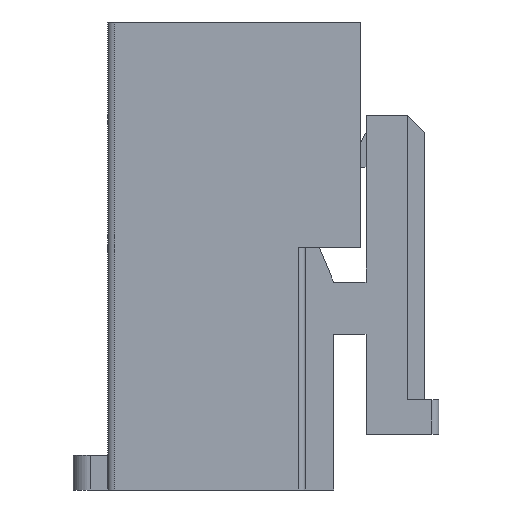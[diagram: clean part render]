
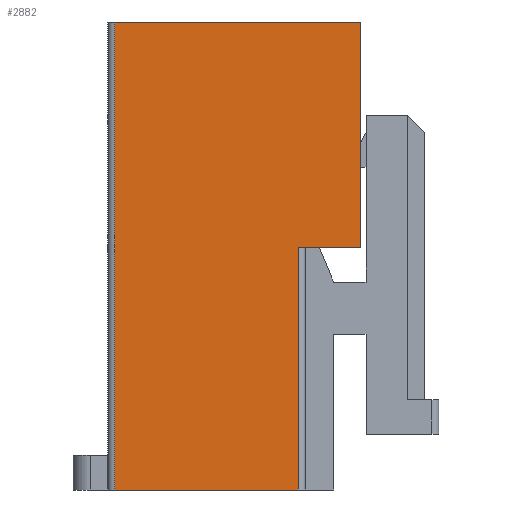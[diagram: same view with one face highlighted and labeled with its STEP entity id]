
A CAD part, left-side view. The second image highlights one B-rep face of the part: STEP entity #2882.
In plain terms, the highlighted planar face has unit normal (-1, 0, 0).
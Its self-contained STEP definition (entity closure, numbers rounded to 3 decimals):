
#144 = EDGE_CURVE ( 'NONE', #2271, #2900, #894, .T. ) ;
#205 = CARTESIAN_POINT ( 'NONE',  ( -19.965, -4.45, 13.5 ) ) ;
#350 = CARTESIAN_POINT ( 'NONE',  ( -19.965, 2.65, 13.5 ) ) ;
#400 = DIRECTION ( 'NONE',  ( 0., -1., 0. ) ) ;
#581 = DIRECTION ( 'NONE',  ( 0., 0., 1. ) ) ;
#620 = EDGE_CURVE ( 'NONE', #3422, #2093, #1756, .T. ) ;
#689 = LINE ( 'NONE', #3337, #3523 ) ;
#709 = EDGE_LOOP ( 'NONE', ( #2335, #1021, #3573, #1030, #824, #2862 ) ) ;
#737 = LINE ( 'NONE', #2939, #3518 ) ;
#746 = VECTOR ( 'NONE', #581, 1000. ) ;
#776 = EDGE_CURVE ( 'NONE', #2093, #2271, #689, .T. ) ;
#824 = ORIENTED_EDGE ( 'NONE', *, *, #3159, .F. ) ;
#829 = LINE ( 'NONE', #2302, #1888 ) ;
#862 = PLANE ( 'NONE',  #3214 ) ;
#894 = LINE ( 'NONE', #2056, #746 ) ;
#944 = VERTEX_POINT ( 'NONE', #205 ) ;
#1021 = ORIENTED_EDGE ( 'NONE', *, *, #144, .T. ) ;
#1030 = ORIENTED_EDGE ( 'NONE', *, *, #2445, .T. ) ;
#1224 = FACE_OUTER_BOUND ( 'NONE', #709, .T. ) ;
#1460 = DIRECTION ( 'NONE',  ( 0., -1., 0. ) ) ;
#1537 = CARTESIAN_POINT ( 'NONE',  ( -19.965, -2.65, 0. ) ) ;
#1661 = EDGE_CURVE ( 'NONE', #2900, #2782, #3259, .T. ) ;
#1755 = VECTOR ( 'NONE', #2395, 1000. ) ;
#1756 = LINE ( 'NONE', #350, #1755 ) ;
#1888 = VECTOR ( 'NONE', #2029, 1000. ) ;
#1903 = CARTESIAN_POINT ( 'NONE',  ( -19.965, -2.65, 7. ) ) ;
#2029 = DIRECTION ( 'NONE',  ( 0., 0., 1. ) ) ;
#2054 = DIRECTION ( 'NONE',  ( 0., -1., 0. ) ) ;
#2056 = CARTESIAN_POINT ( 'NONE',  ( -19.965, -2.65, 13.5 ) ) ;
#2092 = CARTESIAN_POINT ( 'NONE',  ( -19.965, -2.85, 7. ) ) ;
#2093 = VERTEX_POINT ( 'NONE', #3463 ) ;
#2271 = VERTEX_POINT ( 'NONE', #1537 ) ;
#2302 = CARTESIAN_POINT ( 'NONE',  ( -19.965, -4.45, 13.5 ) ) ;
#2335 = ORIENTED_EDGE ( 'NONE', *, *, #776, .T. ) ;
#2395 = DIRECTION ( 'NONE',  ( 0., 0., -1. ) ) ;
#2406 = CARTESIAN_POINT ( 'NONE',  ( -19.965, -2.85, 13.5 ) ) ;
#2445 = EDGE_CURVE ( 'NONE', #2782, #944, #829, .T. ) ;
#2782 = VERTEX_POINT ( 'NONE', #3269 ) ;
#2862 = ORIENTED_EDGE ( 'NONE', *, *, #620, .T. ) ;
#2882 = ADVANCED_FACE ( 'NONE', ( #1224 ), #862, .F. ) ;
#2900 = VERTEX_POINT ( 'NONE', #1903 ) ;
#2939 = CARTESIAN_POINT ( 'NONE',  ( -19.965, -2.85, 13.5 ) ) ;
#3159 = EDGE_CURVE ( 'NONE', #3422, #944, #737, .T. ) ;
#3190 = DIRECTION ( 'NONE',  ( 0., 0., -1. ) ) ;
#3214 = AXIS2_PLACEMENT_3D ( 'NONE', #2406, #3580, #3190 ) ;
#3259 = LINE ( 'NONE', #2092, #3484 ) ;
#3269 = CARTESIAN_POINT ( 'NONE',  ( -19.965, -4.45, 7. ) ) ;
#3337 = CARTESIAN_POINT ( 'NONE',  ( -19.965, -2.85, 0. ) ) ;
#3422 = VERTEX_POINT ( 'NONE', #3554 ) ;
#3463 = CARTESIAN_POINT ( 'NONE',  ( -19.965, 2.65, 0. ) ) ;
#3484 = VECTOR ( 'NONE', #2054, 1000. ) ;
#3518 = VECTOR ( 'NONE', #1460, 1000. ) ;
#3523 = VECTOR ( 'NONE', #400, 1000. ) ;
#3554 = CARTESIAN_POINT ( 'NONE',  ( -19.965, 2.65, 13.5 ) ) ;
#3573 = ORIENTED_EDGE ( 'NONE', *, *, #1661, .T. ) ;
#3580 = DIRECTION ( 'NONE',  ( 1., 0., 0. ) ) ;
